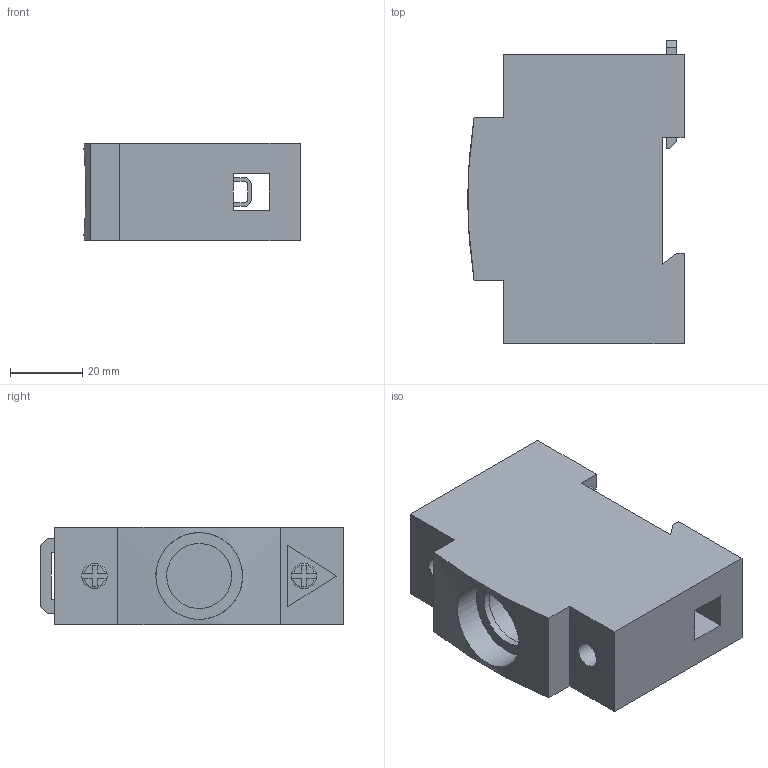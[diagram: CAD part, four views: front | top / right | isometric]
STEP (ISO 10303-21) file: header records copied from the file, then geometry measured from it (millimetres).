
FILE_DESCRIPTION((''),'2;1');
FILE_NAME('31291000.stp','2008-11-20T13:45:50',('lenker'),(''),'Autodesk Inventor 10','Autodesk Inventor 10','');
FILE_SCHEMA(('AUTOMOTIVE_DESIGN { 1 0 10303 214 1 1 1 1 }'));
Length unit declared in the file: millimetre
Products named in the file (5): 31291000; 79712000; 75064000; 30414000; 79259000
Assembly tree (5 placements, depth 2):
  31291000
    79712000
    75064000
    30414000  x2
    79259000
Bounding box: 59.86 x 84 x 27 mm (x, y, z)
Volume: 94182.6 mm3; surface area: 26699.7 mm2
Topology: 5 solids, 5 shells, 156 faces, 411 edges, 272 vertices
Faces by surface type: plane 119, cylinder 25, bspline 8, torus 4
Full cylindrical faces by diameter (mm): 4 x4, 8 x2, 18 x1, 24 x1
Entity records: 3797 total; most frequent: CARTESIAN_POINT 886, ORIENTED_EDGE 572, DIRECTION 549, EDGE_CURVE 286, VECTOR 229, LINE 229, VERTEX_POINT 195, AXIS2_PLACEMENT_3D 160
